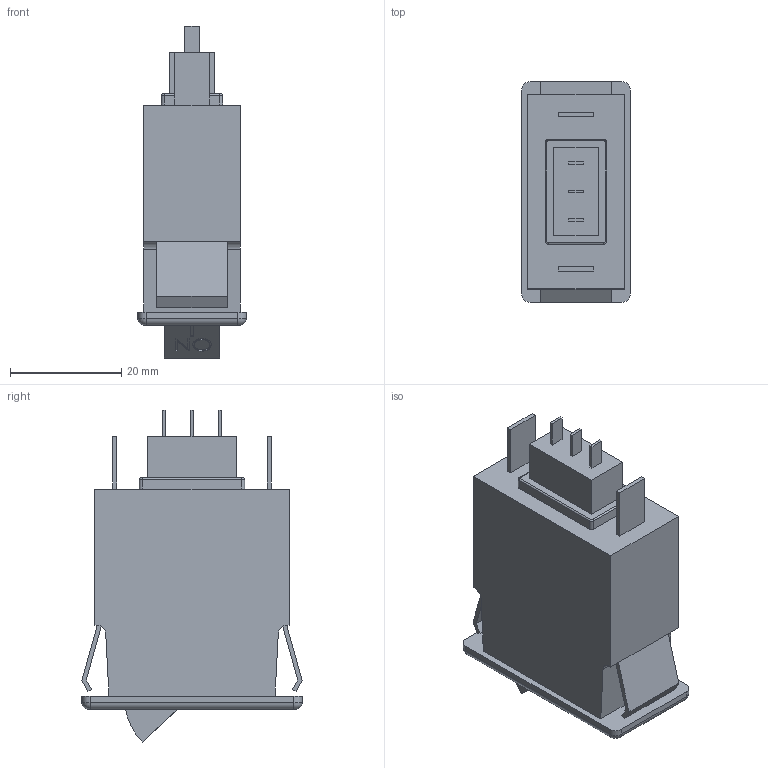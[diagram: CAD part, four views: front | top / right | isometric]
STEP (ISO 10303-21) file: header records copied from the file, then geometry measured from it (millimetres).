
FILE_DESCRIPTION (( 'STEP AP214' ), '1' );
FILE_NAME ('3750-285-E.STEP', '2019-01-09T19:42:33', ( '' ), ( '' ), 'SwSTEP 2.0', 'SolidWorks 2018', '' );
FILE_SCHEMA (( 'AUTOMOTIVE_DESIGN' ));
Length unit declared in the file: inch
Products named in the file (1): 3750-285-E
Bounding box: 19.56 x 39.62 x 59.69 mm (x, y, z)
Volume: 25089.8 mm3; surface area: 7597.4 mm2
Topology: 1 solids, 1 shells, 249 faces, 633 edges, 414 vertices
Faces by surface type: plane 175, bspline 42, cylinder 24, torus 8
Entity records: 13136 total; most frequent: CARTESIAN_POINT 4075, ORIENTED_EDGE 1266, DIRECTION 1025, EDGE_CURVE 633, LINE 489, VECTOR 489, VERTEX_POINT 414, EDGE_LOOP 277
